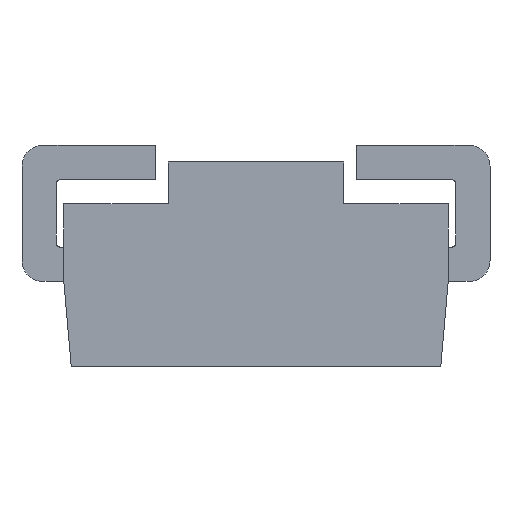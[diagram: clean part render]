
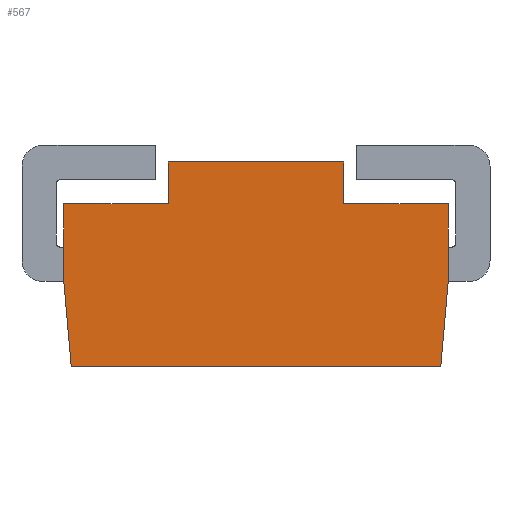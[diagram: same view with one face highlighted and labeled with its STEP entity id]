
A CAD part, front view. The second image highlights one B-rep face of the part: STEP entity #567.
In plain terms, the highlighted planar face has unit normal (0, -1, 0).
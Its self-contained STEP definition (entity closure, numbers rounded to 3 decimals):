
#45 = ORIENTED_EDGE ( 'NONE', *, *, #736, .T. ) ;
#61 = LINE ( 'NONE', #604, #228 ) ;
#68 = PLANE ( 'NONE',  #485 ) ;
#69 = LINE ( 'NONE', #1384, #1503 ) ;
#79 = VERTEX_POINT ( 'NONE', #1486 ) ;
#92 = LINE ( 'NONE', #279, #201 ) ;
#100 = LINE ( 'NONE', #648, #1125 ) ;
#155 = EDGE_CURVE ( 'NONE', #917, #1471, #100, .T. ) ;
#163 = DIRECTION ( 'NONE',  ( 0.087, 0., -0.996 ) ) ;
#172 = ORIENTED_EDGE ( 'NONE', *, *, #1318, .F. ) ;
#178 = CARTESIAN_POINT ( 'NONE',  ( 2.211, -1.975, -1.225 ) ) ;
#189 = DIRECTION ( 'NONE',  ( 1., 0., 0. ) ) ;
#192 = VERTEX_POINT ( 'NONE', #934 ) ;
#201 = VECTOR ( 'NONE', #403, 1000. ) ;
#206 = CARTESIAN_POINT ( 'NONE',  ( -1.05, -1.975, 1.225 ) ) ;
#213 = ORIENTED_EDGE ( 'NONE', *, *, #1467, .T. ) ;
#227 = VERTEX_POINT ( 'NONE', #976 ) ;
#228 = VECTOR ( 'NONE', #1156, 1000. ) ;
#256 = ORIENTED_EDGE ( 'NONE', *, *, #1007, .F. ) ;
#279 = CARTESIAN_POINT ( 'NONE',  ( 2.3, -1.975, 0.725 ) ) ;
#291 = CARTESIAN_POINT ( 'NONE',  ( -2.3, -1.975, -0.205 ) ) ;
#302 = ORIENTED_EDGE ( 'NONE', *, *, #539, .T. ) ;
#310 = VECTOR ( 'NONE', #189, 1000. ) ;
#330 = ORIENTED_EDGE ( 'NONE', *, *, #352, .T. ) ;
#352 = EDGE_CURVE ( 'NONE', #227, #1773, #1114, .T. ) ;
#394 = ORIENTED_EDGE ( 'NONE', *, *, #155, .T. ) ;
#395 = VERTEX_POINT ( 'NONE', #1431 ) ;
#403 = DIRECTION ( 'NONE',  ( -1., 0., 0. ) ) ;
#432 = ORIENTED_EDGE ( 'NONE', *, *, #1789, .T. ) ;
#451 = EDGE_LOOP ( 'NONE', ( #432, #330, #213, #394, #256, #1307, #45, #172, #302, #1325 ) ) ;
#459 = DIRECTION ( 'NONE',  ( 0., 0., -1. ) ) ;
#485 = AXIS2_PLACEMENT_3D ( 'NONE', #932, #802, #959 ) ;
#539 = EDGE_CURVE ( 'NONE', #79, #1023, #1319, .T. ) ;
#541 = VECTOR ( 'NONE', #459, 1000. ) ;
#567 = ADVANCED_FACE ( 'NONE', ( #755 ), #68, .F. ) ;
#604 = CARTESIAN_POINT ( 'NONE',  ( -2.3, -1.975, 0.725 ) ) ;
#628 = CARTESIAN_POINT ( 'NONE',  ( 1.05, -1.975, 1.225 ) ) ;
#648 = CARTESIAN_POINT ( 'NONE',  ( 2.3, -1.975, -0.205 ) ) ;
#654 = DIRECTION ( 'NONE',  ( 0.087, 0., 0.996 ) ) ;
#704 = CARTESIAN_POINT ( 'NONE',  ( -2.3, -1.975, 1.225 ) ) ;
#736 = EDGE_CURVE ( 'NONE', #192, #1493, #1652, .T. ) ;
#741 = CARTESIAN_POINT ( 'NONE',  ( 2.3, -1.975, 1.225 ) ) ;
#745 = LINE ( 'NONE', #1704, #310 ) ;
#755 = FACE_OUTER_BOUND ( 'NONE', #451, .T. ) ;
#762 = LINE ( 'NONE', #704, #1778 ) ;
#802 = DIRECTION ( 'NONE',  ( 0., 1., 0. ) ) ;
#917 = VERTEX_POINT ( 'NONE', #178 ) ;
#932 = CARTESIAN_POINT ( 'NONE',  ( -2.3, -1.975, 1.225 ) ) ;
#934 = CARTESIAN_POINT ( 'NONE',  ( 1.05, -1.975, 0.725 ) ) ;
#959 = DIRECTION ( 'NONE',  ( 0., 0., 1. ) ) ;
#968 = DIRECTION ( 'NONE',  ( 0., 0., -1. ) ) ;
#973 = DIRECTION ( 'NONE',  ( 0., 0., 1. ) ) ;
#975 = EDGE_CURVE ( 'NONE', #1023, #395, #61, .T. ) ;
#976 = CARTESIAN_POINT ( 'NONE',  ( -2.3, -1.975, -0.205 ) ) ;
#1007 = EDGE_CURVE ( 'NONE', #1799, #1471, #1774, .T. ) ;
#1023 = VERTEX_POINT ( 'NONE', #1341 ) ;
#1108 = DIRECTION ( 'NONE',  ( 1., 0., 0. ) ) ;
#1114 = LINE ( 'NONE', #291, #1444 ) ;
#1125 = VECTOR ( 'NONE', #654, 1000. ) ;
#1156 = DIRECTION ( 'NONE',  ( -1., 0., 0. ) ) ;
#1161 = CARTESIAN_POINT ( 'NONE',  ( 2.3, -1.975, -0.205 ) ) ;
#1232 = EDGE_CURVE ( 'NONE', #1799, #192, #92, .T. ) ;
#1300 = VECTOR ( 'NONE', #973, 1000. ) ;
#1307 = ORIENTED_EDGE ( 'NONE', *, *, #1232, .T. ) ;
#1318 = EDGE_CURVE ( 'NONE', #79, #1493, #69, .T. ) ;
#1319 = LINE ( 'NONE', #206, #1723 ) ;
#1325 = ORIENTED_EDGE ( 'NONE', *, *, #975, .T. ) ;
#1341 = CARTESIAN_POINT ( 'NONE',  ( -1.05, -1.975, 0.725 ) ) ;
#1384 = CARTESIAN_POINT ( 'NONE',  ( -2.3, -1.975, 1.225 ) ) ;
#1406 = CARTESIAN_POINT ( 'NONE',  ( 2.3, -1.975, 0.725 ) ) ;
#1431 = CARTESIAN_POINT ( 'NONE',  ( -2.3, -1.975, 0.725 ) ) ;
#1444 = VECTOR ( 'NONE', #163, 1000. ) ;
#1467 = EDGE_CURVE ( 'NONE', #1773, #917, #745, .T. ) ;
#1471 = VERTEX_POINT ( 'NONE', #1161 ) ;
#1486 = CARTESIAN_POINT ( 'NONE',  ( -1.05, -1.975, 1.225 ) ) ;
#1493 = VERTEX_POINT ( 'NONE', #628 ) ;
#1503 = VECTOR ( 'NONE', #1108, 1000. ) ;
#1519 = CARTESIAN_POINT ( 'NONE',  ( 1.05, -1.975, 1.225 ) ) ;
#1582 = DIRECTION ( 'NONE',  ( 0., 0., -1. ) ) ;
#1652 = LINE ( 'NONE', #1519, #1300 ) ;
#1669 = CARTESIAN_POINT ( 'NONE',  ( -2.211, -1.975, -1.225 ) ) ;
#1704 = CARTESIAN_POINT ( 'NONE',  ( -2.3, -1.975, -1.225 ) ) ;
#1723 = VECTOR ( 'NONE', #1582, 1000. ) ;
#1773 = VERTEX_POINT ( 'NONE', #1669 ) ;
#1774 = LINE ( 'NONE', #741, #541 ) ;
#1778 = VECTOR ( 'NONE', #968, 1000. ) ;
#1789 = EDGE_CURVE ( 'NONE', #395, #227, #762, .T. ) ;
#1799 = VERTEX_POINT ( 'NONE', #1406 ) ;
